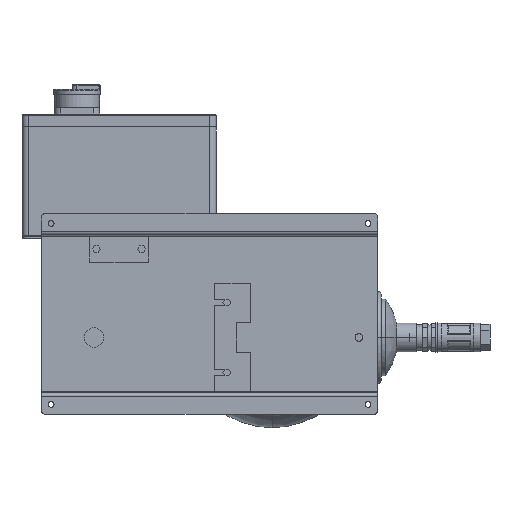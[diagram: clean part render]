
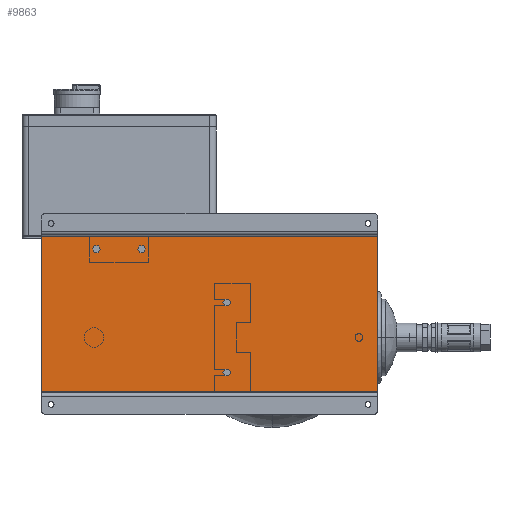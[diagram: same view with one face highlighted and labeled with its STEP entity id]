
A CAD part, front view. The second image highlights one B-rep face of the part: STEP entity #9863.
In plain terms, the highlighted planar face has unit normal (0, -1, 0).
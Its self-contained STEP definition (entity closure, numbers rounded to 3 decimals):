
#944 = ORIENTED_EDGE ( 'NONE', *, *, #5228, .F. ) ;
#2503 = EDGE_LOOP ( 'NONE', ( #18209, #12863, #944, #39852 ) ) ;
#4560 = VECTOR ( 'NONE', #27990, 1000. ) ;
#5228 = EDGE_CURVE ( 'NONE', #39964, #17252, #18838, .T. ) ;
#5242 = CARTESIAN_POINT ( 'NONE',  ( 260., 52., 120. ) ) ;
#5837 = DIRECTION ( 'NONE',  ( 0., 0., -1. ) ) ;
#7795 = DIRECTION ( 'NONE',  ( 0., 1., 0. ) ) ;
#7942 = CARTESIAN_POINT ( 'NONE',  ( 260., 52., 120. ) ) ;
#9420 = CARTESIAN_POINT ( 'NONE',  ( -260., 52., -120. ) ) ;
#9863 = ADVANCED_FACE ( 'NONE', ( #34296 ), #24149, .F. ) ;
#10128 = EDGE_CURVE ( 'NONE', #32544, #37301, #12857, .T. ) ;
#10344 = CARTESIAN_POINT ( 'NONE',  ( 260., 52., -120. ) ) ;
#12857 = LINE ( 'NONE', #26488, #37457 ) ;
#12863 = ORIENTED_EDGE ( 'NONE', *, *, #29641, .F. ) ;
#15802 = VECTOR ( 'NONE', #5837, 1000. ) ;
#15853 = CARTESIAN_POINT ( 'NONE',  ( -260., 52., 120. ) ) ;
#17252 = VERTEX_POINT ( 'NONE', #10344 ) ;
#18209 = ORIENTED_EDGE ( 'NONE', *, *, #10128, .T. ) ;
#18838 = LINE ( 'NONE', #39422, #15802 ) ;
#19111 = DIRECTION ( 'NONE',  ( 0., 0., -1. ) ) ;
#24149 = PLANE ( 'NONE',  #41707 ) ;
#24966 = LINE ( 'NONE', #7942, #31459 ) ;
#25462 = EDGE_CURVE ( 'NONE', #39964, #32544, #24966, .T. ) ;
#26488 = CARTESIAN_POINT ( 'NONE',  ( -260., 52., -120. ) ) ;
#27990 = DIRECTION ( 'NONE',  ( -1., 0., 0. ) ) ;
#29641 = EDGE_CURVE ( 'NONE', #17252, #37301, #40950, .T. ) ;
#31459 = VECTOR ( 'NONE', #34686, 1000. ) ;
#32544 = VERTEX_POINT ( 'NONE', #15853 ) ;
#34296 = FACE_OUTER_BOUND ( 'NONE', #2503, .T. ) ;
#34512 = CARTESIAN_POINT ( 'NONE',  ( 260., 52., -120. ) ) ;
#34686 = DIRECTION ( 'NONE',  ( -1., 0., 0. ) ) ;
#34746 = DIRECTION ( 'NONE',  ( 0., 0., 1. ) ) ;
#37301 = VERTEX_POINT ( 'NONE', #9420 ) ;
#37457 = VECTOR ( 'NONE', #19111, 1000. ) ;
#38503 = CARTESIAN_POINT ( 'NONE',  ( 260., 52., -120. ) ) ;
#39422 = CARTESIAN_POINT ( 'NONE',  ( 260., 52., 120. ) ) ;
#39852 = ORIENTED_EDGE ( 'NONE', *, *, #25462, .T. ) ;
#39964 = VERTEX_POINT ( 'NONE', #5242 ) ;
#40950 = LINE ( 'NONE', #34512, #4560 ) ;
#41707 = AXIS2_PLACEMENT_3D ( 'NONE', #38503, #7795, #34746 ) ;
